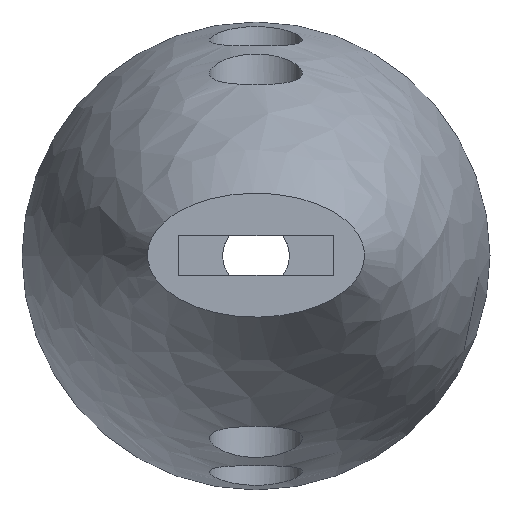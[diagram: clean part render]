
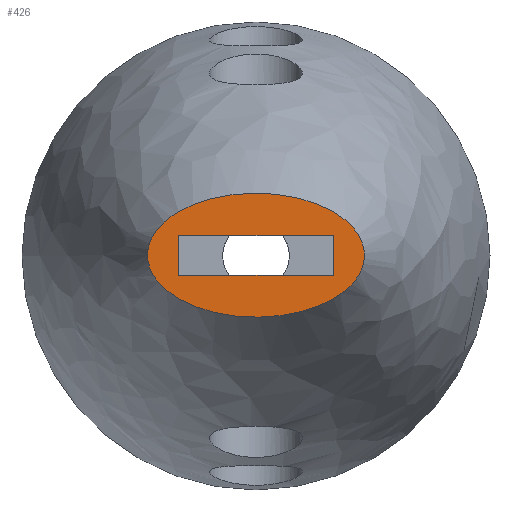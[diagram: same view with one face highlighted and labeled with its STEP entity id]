
A CAD part, top view. The second image highlights one B-rep face of the part: STEP entity #426.
In plain terms, the highlighted planar face has unit normal (0, 0, 1).
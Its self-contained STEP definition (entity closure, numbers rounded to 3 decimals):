
#16=ELLIPSE('',#471,7.,4.);
#17=ELLIPSE('',#472,7.,4.);
#21=FACE_BOUND('',#83,.T.);
#37=PLANE('',#470);
#55=FACE_OUTER_BOUND('',#82,.T.);
#82=EDGE_LOOP('',(#323,#324,#325,#326,#327));
#83=EDGE_LOOP('',(#328,#329,#330,#331));
#115=B_SPLINE_CURVE_WITH_KNOTS('',3,(#846,#847,#848,#849,#850,#851,#852,
#853,#854,#855),.UNSPECIFIED.,.F.,.F.,(4,3,3,4),(-3.598,-3.391,
-3.255,-3.125),.UNSPECIFIED.);
#116=B_SPLINE_CURVE_WITH_KNOTS('',3,(#857,#858,#859,#860,#861,#862,#863,
#864,#865,#866,#867,#868,#869),.UNSPECIFIED.,.F.,.F.,(4,3,3,3,4),(-0.359,
-0.333,-0.166,-0.006,0.),
 .UNSPECIFIED.);
#117=B_SPLINE_CURVE_WITH_KNOTS('',3,(#873,#874,#875,#876,#877,#878,#879,
#880,#881,#882,#883,#884,#885,#886,#887,#888,#889,#890,#891),
 .UNSPECIFIED.,.F.,.F.,(4,3,3,3,3,3,4),(-2.131,-2.08,
-1.881,-1.689,-1.491,-1.281,
-1.268),.UNSPECIFIED.);
#127=LINE('',#828,#152);
#131=LINE('',#837,#156);
#135=LINE('',#893,#160);
#136=LINE('',#894,#161);
#152=VECTOR('',#531,10.);
#156=VECTOR('',#537,10.);
#160=VECTOR('',#547,10.);
#161=VECTOR('',#548,10.);
#203=VERTEX_POINT('',#826);
#204=VERTEX_POINT('',#827);
#207=VERTEX_POINT('',#835);
#208=VERTEX_POINT('',#836);
#211=VERTEX_POINT('',#844);
#212=VERTEX_POINT('',#845);
#213=VERTEX_POINT('',#856);
#214=VERTEX_POINT('',#870);
#215=VERTEX_POINT('',#872);
#248=EDGE_CURVE('',#203,#204,#127,.T.);
#252=EDGE_CURVE('',#207,#208,#131,.T.);
#256=EDGE_CURVE('',#211,#212,#115,.T.);
#257=EDGE_CURVE('',#213,#211,#116,.T.);
#258=EDGE_CURVE('',#213,#214,#16,.T.);
#259=EDGE_CURVE('',#215,#214,#117,.T.);
#260=EDGE_CURVE('',#215,#212,#17,.T.);
#261=EDGE_CURVE('',#203,#208,#135,.T.);
#262=EDGE_CURVE('',#207,#204,#136,.T.);
#323=ORIENTED_EDGE('',*,*,#256,.F.);
#324=ORIENTED_EDGE('',*,*,#257,.F.);
#325=ORIENTED_EDGE('',*,*,#258,.T.);
#326=ORIENTED_EDGE('',*,*,#259,.F.);
#327=ORIENTED_EDGE('',*,*,#260,.T.);
#328=ORIENTED_EDGE('',*,*,#261,.T.);
#329=ORIENTED_EDGE('',*,*,#252,.F.);
#330=ORIENTED_EDGE('',*,*,#262,.T.);
#331=ORIENTED_EDGE('',*,*,#248,.F.);
#426=ADVANCED_FACE('',(#55,#21),#37,.T.);
#470=AXIS2_PLACEMENT_3D('',#843,#541,#542);
#471=AXIS2_PLACEMENT_3D('',#871,#543,#544);
#472=AXIS2_PLACEMENT_3D('',#892,#545,#546);
#531=DIRECTION('',(0.,-1.,0.));
#537=DIRECTION('',(0.,1.,0.));
#541=DIRECTION('center_axis',(0.,0.,1.));
#542=DIRECTION('ref_axis',(1.,0.,0.));
#543=DIRECTION('center_axis',(0.,0.,1.));
#544=DIRECTION('ref_axis',(1.,0.,0.));
#545=DIRECTION('center_axis',(0.,0.,1.));
#546=DIRECTION('ref_axis',(1.,0.,0.));
#547=DIRECTION('',(1.,0.,0.));
#548=DIRECTION('',(-1.,0.,0.));
#826=CARTESIAN_POINT('',(-5.,1.3,54.2));
#827=CARTESIAN_POINT('',(-5.,-1.3,54.2));
#828=CARTESIAN_POINT('',(-5.,-0.5,54.2));
#835=CARTESIAN_POINT('',(5.,-1.3,54.2));
#836=CARTESIAN_POINT('',(5.,1.3,54.2));
#837=CARTESIAN_POINT('',(5.,0.5,54.2));
#843=CARTESIAN_POINT('Origin',(0.,0.,54.2));
#844=CARTESIAN_POINT('',(-7.,0.,54.2));
#845=CARTESIAN_POINT('',(-5.,2.799,54.2));
#846=CARTESIAN_POINT('Ctrl Pts',(-7.,0.,
54.2));
#847=CARTESIAN_POINT('Ctrl Pts',(-7.,0.453,54.2));
#848=CARTESIAN_POINT('Ctrl Pts',(-6.864,0.907,54.2));
#849=CARTESIAN_POINT('Ctrl Pts',(-6.599,1.334,54.2));
#850=CARTESIAN_POINT('Ctrl Pts',(-6.426,1.614,54.2));
#851=CARTESIAN_POINT('Ctrl Pts',(-6.198,1.882,54.2));
#852=CARTESIAN_POINT('Ctrl Pts',(-5.921,2.133,54.2));
#853=CARTESIAN_POINT('Ctrl Pts',(-5.657,2.373,54.2));
#854=CARTESIAN_POINT('Ctrl Pts',(-5.347,2.597,54.2));
#855=CARTESIAN_POINT('Ctrl Pts',(-5.,2.799,54.2));
#856=CARTESIAN_POINT('',(-5.,-2.799,54.2));
#857=CARTESIAN_POINT('Ctrl Pts',(-5.,-2.799,54.2));
#858=CARTESIAN_POINT('Ctrl Pts',(-5.093,-2.745,54.2));
#859=CARTESIAN_POINT('Ctrl Pts',(-5.183,-2.69,54.2));
#860=CARTESIAN_POINT('Ctrl Pts',(-5.271,-2.632,54.2));
#861=CARTESIAN_POINT('Ctrl Pts',(-5.824,-2.271,54.2));
#862=CARTESIAN_POINT('Ctrl Pts',(-6.262,-1.851,54.2));
#863=CARTESIAN_POINT('Ctrl Pts',(-6.557,-1.401,54.2));
#864=CARTESIAN_POINT('Ctrl Pts',(-6.839,-0.97,54.2));
#865=CARTESIAN_POINT('Ctrl Pts',(-6.989,-0.511,54.2));
#866=CARTESIAN_POINT('Ctrl Pts',(-6.999,-0.05,54.2));
#867=CARTESIAN_POINT('Ctrl Pts',(-7.,-0.034,
54.2));
#868=CARTESIAN_POINT('Ctrl Pts',(-7.,-0.017,
54.2));
#869=CARTESIAN_POINT('Ctrl Pts',(-7.,0.,
54.2));
#870=CARTESIAN_POINT('',(5.,-2.799,54.2));
#871=CARTESIAN_POINT('Origin',(0.,0.,54.2));
#872=CARTESIAN_POINT('',(5.,2.799,54.2));
#873=CARTESIAN_POINT('Ctrl Pts',(5.,2.799,54.2));
#874=CARTESIAN_POINT('Ctrl Pts',(5.149,2.712,54.2));
#875=CARTESIAN_POINT('Ctrl Pts',(5.292,2.622,54.2));
#876=CARTESIAN_POINT('Ctrl Pts',(5.426,2.527,54.2));
#877=CARTESIAN_POINT('Ctrl Pts',(5.954,2.157,54.2));
#878=CARTESIAN_POINT('Ctrl Pts',(6.365,1.732,54.2));
#879=CARTESIAN_POINT('Ctrl Pts',(6.633,1.279,54.2));
#880=CARTESIAN_POINT('Ctrl Pts',(6.89,0.843,54.2));
#881=CARTESIAN_POINT('Ctrl Pts',(7.015,0.382,54.2));
#882=CARTESIAN_POINT('Ctrl Pts',(6.999,-0.078,54.2));
#883=CARTESIAN_POINT('Ctrl Pts',(6.983,-0.551,54.2));
#884=CARTESIAN_POINT('Ctrl Pts',(6.818,-1.022,54.2));
#885=CARTESIAN_POINT('Ctrl Pts',(6.516,-1.462,54.2));
#886=CARTESIAN_POINT('Ctrl Pts',(6.193,-1.932,54.2));
#887=CARTESIAN_POINT('Ctrl Pts',(5.713,-2.366,54.2));
#888=CARTESIAN_POINT('Ctrl Pts',(5.109,-2.735,54.2));
#889=CARTESIAN_POINT('Ctrl Pts',(5.073,-2.757,54.2));
#890=CARTESIAN_POINT('Ctrl Pts',(5.037,-2.778,54.2));
#891=CARTESIAN_POINT('Ctrl Pts',(5.,-2.8,54.2));
#892=CARTESIAN_POINT('Origin',(0.,0.,54.2));
#893=CARTESIAN_POINT('',(-3.5,1.3,54.2));
#894=CARTESIAN_POINT('',(3.5,-1.3,54.2));
